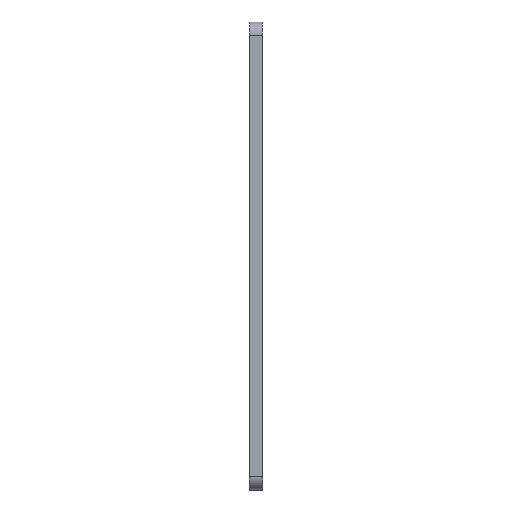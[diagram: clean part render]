
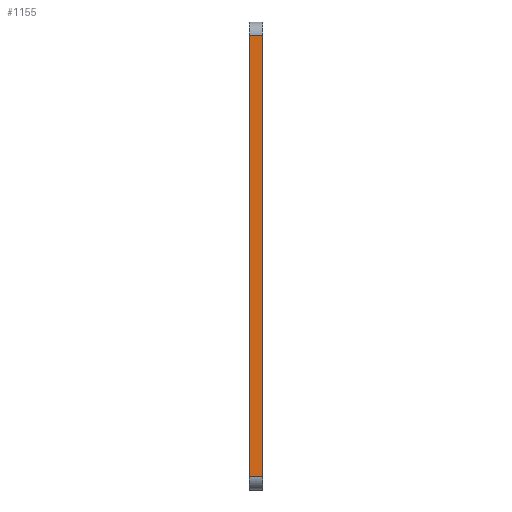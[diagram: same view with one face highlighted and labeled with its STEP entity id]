
A CAD part, left-side view. The second image highlights one B-rep face of the part: STEP entity #1155.
In plain terms, the highlighted planar face has unit normal (-1, 0, 0).
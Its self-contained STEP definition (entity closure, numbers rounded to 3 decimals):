
#33 = DIRECTION ( 'NONE',  ( 0., 0., 1. ) ) ;
#36 = ORIENTED_EDGE ( 'NONE', *, *, #626, .F. ) ;
#99 = VECTOR ( 'NONE', #253, 1000. ) ;
#104 = ORIENTED_EDGE ( 'NONE', *, *, #218, .T. ) ;
#107 = DIRECTION ( 'NONE',  ( 0., 1., 0. ) ) ;
#112 = VERTEX_POINT ( 'NONE', #1066 ) ;
#218 = EDGE_CURVE ( 'NONE', #339, #302, #812, .T. ) ;
#253 = DIRECTION ( 'NONE',  ( 0., -1., 0. ) ) ;
#302 = VERTEX_POINT ( 'NONE', #1192 ) ;
#314 = EDGE_LOOP ( 'NONE', ( #825, #1391, #36, #104 ) ) ;
#315 = CARTESIAN_POINT ( 'NONE',  ( -38.5, 2., -38.5 ) ) ;
#339 = VERTEX_POINT ( 'NONE', #562 ) ;
#370 = LINE ( 'NONE', #1041, #727 ) ;
#372 = EDGE_CURVE ( 'NONE', #302, #112, #370, .T. ) ;
#512 = LINE ( 'NONE', #954, #658 ) ;
#532 = CARTESIAN_POINT ( 'NONE',  ( -38.5, 2., 29.5 ) ) ;
#562 = CARTESIAN_POINT ( 'NONE',  ( -38.5, 2., -36.5 ) ) ;
#626 = EDGE_CURVE ( 'NONE', #339, #1163, #512, .T. ) ;
#658 = VECTOR ( 'NONE', #736, 1000. ) ;
#679 = AXIS2_PLACEMENT_3D ( 'NONE', #315, #779, #871 ) ;
#680 = VECTOR ( 'NONE', #107, 1000. ) ;
#727 = VECTOR ( 'NONE', #33, 1000. ) ;
#736 = DIRECTION ( 'NONE',  ( 0., 0., 1. ) ) ;
#745 = EDGE_CURVE ( 'NONE', #112, #1163, #900, .T. ) ;
#779 = DIRECTION ( 'NONE',  ( 1., 0., 0. ) ) ;
#781 = CARTESIAN_POINT ( 'NONE',  ( -38.5, 2., 29.5 ) ) ;
#812 = LINE ( 'NONE', #1264, #99 ) ;
#825 = ORIENTED_EDGE ( 'NONE', *, *, #372, .T. ) ;
#863 = FACE_OUTER_BOUND ( 'NONE', #314, .T. ) ;
#871 = DIRECTION ( 'NONE',  ( 0., 0., -1. ) ) ;
#900 = LINE ( 'NONE', #781, #680 ) ;
#954 = CARTESIAN_POINT ( 'NONE',  ( -38.5, 2., -38.5 ) ) ;
#1041 = CARTESIAN_POINT ( 'NONE',  ( -38.5, 0., -38.5 ) ) ;
#1066 = CARTESIAN_POINT ( 'NONE',  ( -38.5, 0., 29.5 ) ) ;
#1155 = ADVANCED_FACE ( 'NONE', ( #863 ), #1311, .F. ) ;
#1163 = VERTEX_POINT ( 'NONE', #532 ) ;
#1192 = CARTESIAN_POINT ( 'NONE',  ( -38.5, 0., -36.5 ) ) ;
#1264 = CARTESIAN_POINT ( 'NONE',  ( -38.5, 2., -36.5 ) ) ;
#1311 = PLANE ( 'NONE',  #679 ) ;
#1391 = ORIENTED_EDGE ( 'NONE', *, *, #745, .T. ) ;
